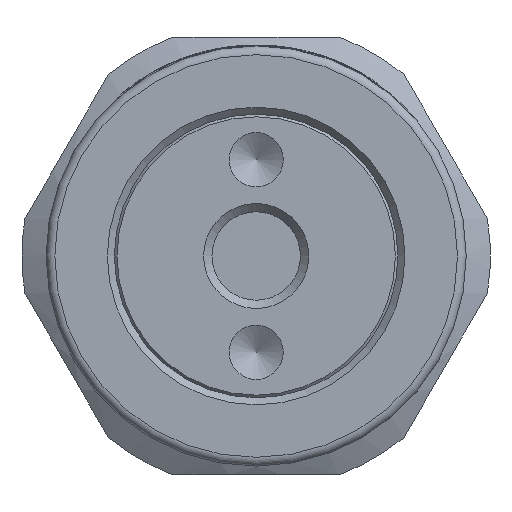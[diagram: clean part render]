
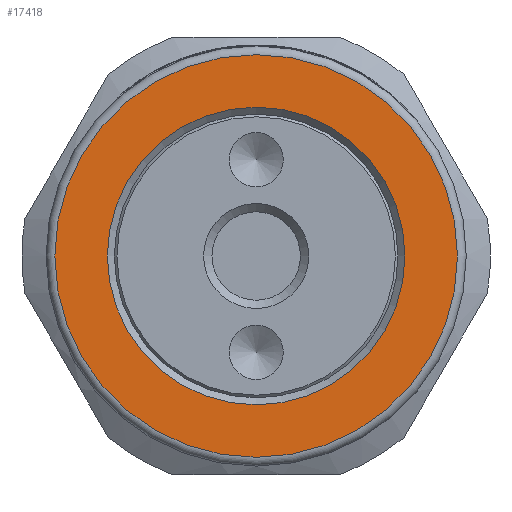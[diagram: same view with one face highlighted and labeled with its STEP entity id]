
A CAD part, left-side view. The second image highlights one B-rep face of the part: STEP entity #17418.
In plain terms, the highlighted planar face has unit normal (-1, 0, 0).
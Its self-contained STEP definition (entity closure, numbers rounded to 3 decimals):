
#16932=CARTESIAN_POINT('',(-116.,-17.,0.0));
#16933=VERTEX_POINT('',#16932);
#16934=CARTESIAN_POINT('',(-116.,0.,0.0));
#16935=DIRECTION('',(1.0,0.0,0.0));
#16936=DIRECTION('',(0.0,-1.0,0.0));
#16937=AXIS2_PLACEMENT_3D('',#16934,#16935,#16936);
#16938=CIRCLE('',#16937,17.);
#16939=EDGE_CURVE('',#16933,#16933,#16938,.T.);
#17399=CARTESIAN_POINT('',(-116.,18.5,0.0));
#17400=DIRECTION('',(-1.0,0.0,0.0));
#17401=DIRECTION('',(0.0,0.0,1.0));
#17402=AXIS2_PLACEMENT_3D('',#17399,#17400,#17401);
#17403=PLANE('',#17402);
#17404=CARTESIAN_POINT('',(-116.,23.,0.0));
#17405=VERTEX_POINT('',#17404);
#17406=CARTESIAN_POINT('',(-116.,0.,0.0));
#17407=DIRECTION('',(1.0,0.0,0.0));
#17408=DIRECTION('',(0.0,-1.0,0.0));
#17409=AXIS2_PLACEMENT_3D('',#17406,#17407,#17408);
#17410=CIRCLE('',#17409,23.);
#17411=EDGE_CURVE('',#17405,#17405,#17410,.T.);
#17412=ORIENTED_EDGE('',*,*,#17411,.F.);
#17413=EDGE_LOOP('',(#17412));
#17414=FACE_OUTER_BOUND('',#17413,.T.);
#17415=ORIENTED_EDGE('',*,*,#16939,.T.);
#17416=EDGE_LOOP('',(#17415));
#17417=FACE_BOUND('',#17416,.T.);
#17418=ADVANCED_FACE('',(#17414,#17417),#17403,.T.);
